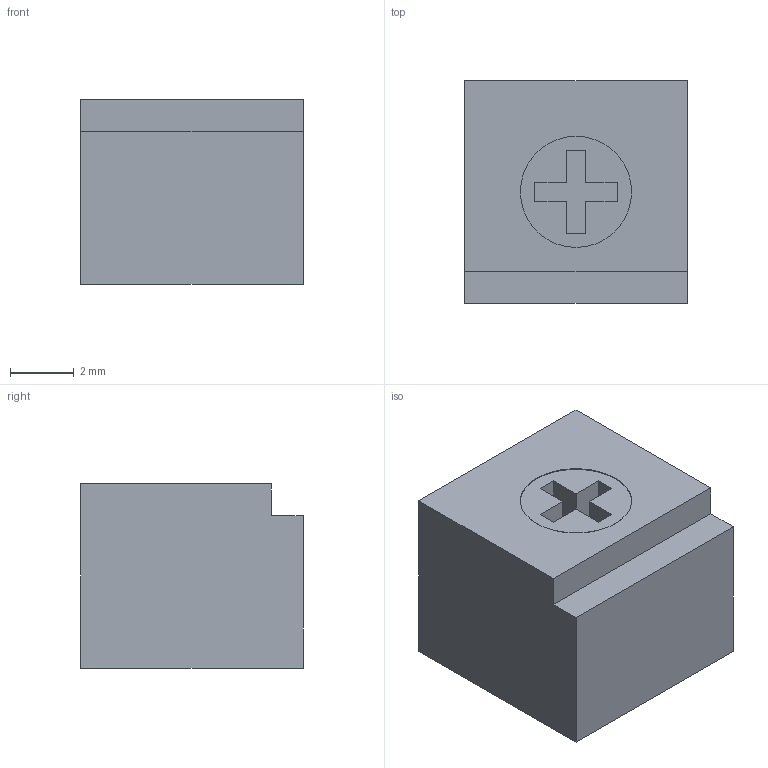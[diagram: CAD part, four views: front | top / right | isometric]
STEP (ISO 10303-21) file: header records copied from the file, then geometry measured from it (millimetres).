
FILE_DESCRIPTION(('FreeCAD Model'),'2;1');
FILE_NAME('Open CASCADE Shape Model','2024-07-18T20:54:43',( 'kicad StepUp'),('ksu MCAD'),'Open CASCADE STEP processor 7.6', 'FreeCAD','Unknown');
FILE_SCHEMA(('AUTOMOTIVE_DESIGN { 1 0 10303 214 1 1 1 1 }'));
Length unit declared in the file: millimetre
Products named in the file (1): Body
Bounding box: 7 x 7 x 5.8 mm (x, y, z)
Volume: 272.6 mm3; surface area: 275.1 mm2
Topology: 1 solids, 1 shells, 23 faces, 57 edges, 38 vertices
Faces by surface type: plane 22, cylinder 1
Full cylindrical faces by diameter (mm): 3.5 x1
Entity records: 858 total; most frequent: CARTESIAN_POINT 119, ORIENTED_EDGE 114, DIRECTION 107, EDGE_CURVE 57, LINE 55, VECTOR 55, VERTEX_POINT 38, AXIS2_PLACEMENT_3D 26
